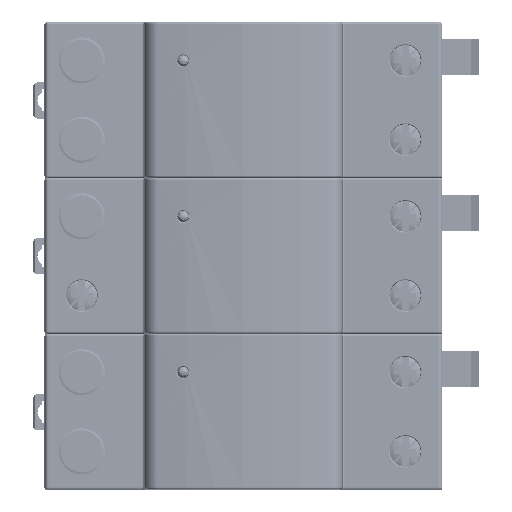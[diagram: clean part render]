
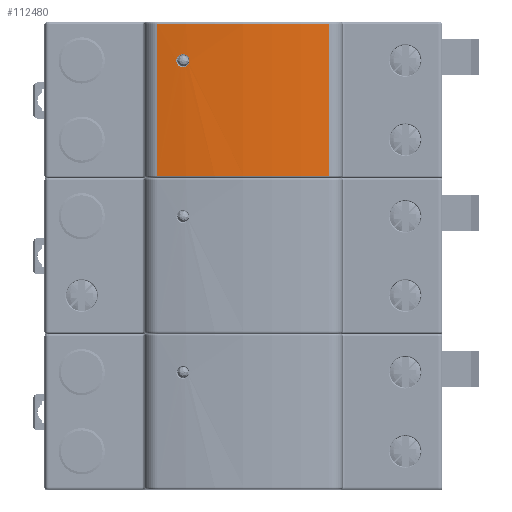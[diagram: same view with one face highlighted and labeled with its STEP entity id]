
A CAD part, top view. The second image highlights one B-rep face of the part: STEP entity #112480.
In plain terms, the highlighted cylindrical face has radius 128 mm (diameter 256 mm), a partial arc.
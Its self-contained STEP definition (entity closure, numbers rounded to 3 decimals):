
#2744=DIRECTION('',(0.,-1.,0.));
#2745=VECTOR('',#2744,34.4);
#2746=CARTESIAN_POINT('',(-19.534,17.2,63.601));
#2747=LINE('',#2746,#2745);
#2773=CARTESIAN_POINT('',(0.,-17.2,-62.9));
#2774=DIRECTION('',(0.,1.,0.));
#2775=DIRECTION('',(-0.153,0.,0.988));
#2776=AXIS2_PLACEMENT_3D('',#2773,#2774,#2775);
#2778=CARTESIAN_POINT('',(0.,-17.2,-62.9));
#2779=DIRECTION('',(0.,1.,0.));
#2780=DIRECTION('',(0.,0.,1.));
#2781=AXIS2_PLACEMENT_3D('',#2778,#2779,#2780);
#3625=DIRECTION('',(0.,1.,0.));
#3626=VECTOR('',#3625,34.4);
#3627=CARTESIAN_POINT('',(19.534,-17.2,63.601));
#3628=LINE('',#3627,#3626);
#3644=CARTESIAN_POINT('',(0.,17.2,-62.9));
#3645=DIRECTION('',(0.,-1.,0.));
#3646=DIRECTION('',(0.,0.,1.));
#3647=AXIS2_PLACEMENT_3D('',#3644,#3645,#3646);
#3654=CARTESIAN_POINT('',(0.,17.2,-62.9));
#3655=DIRECTION('',(0.,-1.,0.));
#3656=DIRECTION('',(0.153,0.,0.988));
#3657=AXIS2_PLACEMENT_3D('',#3654,#3655,#3656);
#3665=CARTESIAN_POINT('',(-12.269,8.9,64.511));
#3666=CARTESIAN_POINT('',(-12.267,8.76,64.511));
#3667=CARTESIAN_POINT('',(-12.311,8.483,64.507));
#3668=CARTESIAN_POINT('',(-12.534,8.039,64.485));
#3669=CARTESIAN_POINT('',(-12.881,7.683,64.45));
#3670=CARTESIAN_POINT('',(-13.315,7.45,64.406));
#3671=CARTESIAN_POINT('',(-13.778,7.373,64.357));
#3672=CARTESIAN_POINT('',(-14.262,7.462,64.303));
#3673=CARTESIAN_POINT('',(-14.7,7.715,64.253));
#3674=CARTESIAN_POINT('',(-15.016,8.058,64.216));
#3675=CARTESIAN_POINT('',(-15.221,8.448,64.192));
#3676=CARTESIAN_POINT('',(-15.27,8.744,64.186));
#3677=CARTESIAN_POINT('',(-15.274,8.9,64.185));
#3685=CARTESIAN_POINT('',(-15.274,8.9,64.185));
#3686=CARTESIAN_POINT('',(-15.276,9.04,64.185));
#3687=CARTESIAN_POINT('',(-15.232,9.318,64.19));
#3688=CARTESIAN_POINT('',(-15.008,9.764,64.217));
#3689=CARTESIAN_POINT('',(-14.658,10.12,64.258));
#3690=CARTESIAN_POINT('',(-14.223,10.351,64.308));
#3691=CARTESIAN_POINT('',(-13.763,10.426,64.358));
#3692=CARTESIAN_POINT('',(-13.283,10.338,64.409));
#3693=CARTESIAN_POINT('',(-12.842,10.084,64.454));
#3694=CARTESIAN_POINT('',(-12.525,9.739,64.486));
#3695=CARTESIAN_POINT('',(-12.321,9.35,64.506));
#3696=CARTESIAN_POINT('',(-12.273,9.056,64.51));
#3697=CARTESIAN_POINT('',(-12.269,8.9,64.511));
#92243=CARTESIAN_POINT('',(-19.534,-17.2,63.601));
#92244=VERTEX_POINT('',#92243);
#92245=CARTESIAN_POINT('',(-19.534,17.2,63.601));
#92246=VERTEX_POINT('',#92245);
#92247=CARTESIAN_POINT('',(0.,17.2,65.1));
#92248=VERTEX_POINT('',#92247);
#92249=CARTESIAN_POINT('',(19.534,17.2,63.601));
#92250=VERTEX_POINT('',#92249);
#92251=CARTESIAN_POINT('',(0.,-17.2,65.1));
#92252=VERTEX_POINT('',#92251);
#92253=CARTESIAN_POINT('',(19.534,-17.2,63.601));
#92254=VERTEX_POINT('',#92253);
#92255=VERTEX_POINT('',#3665);
#92256=VERTEX_POINT('',#3677);
#112461=CARTESIAN_POINT('',(0.,17.6,-62.9));
#112462=DIRECTION('',(0.,1.,0.));
#112463=DIRECTION('',(0.,0.,-1.));
#112464=AXIS2_PLACEMENT_3D('',#112461,#112462,#112463);
#112465=CYLINDRICAL_SURFACE('',#112464,128.);
#112466=ORIENTED_EDGE('',*,*,#111246,.F.);
#112467=ORIENTED_EDGE('',*,*,#111218,.F.);
#112468=ORIENTED_EDGE('',*,*,#112450,.F.);
#112469=ORIENTED_EDGE('',*,*,#112456,.F.);
#112470=ORIENTED_EDGE('',*,*,#112426,.F.);
#112471=ORIENTED_EDGE('',*,*,#111248,.F.);
#112472=EDGE_LOOP('',(#112466,#112467,#112468,#112469,#112470,#112471));
#112473=FACE_OUTER_BOUND('',#112472,.F.);
#112475=ORIENTED_EDGE('',*,*,#112474,.F.);
#112477=ORIENTED_EDGE('',*,*,#112476,.F.);
#112478=EDGE_LOOP('',(#112475,#112477));
#112479=FACE_BOUND('',#112478,.F.);
#112480=ADVANCED_FACE('',(#112473,#112479),#112465,.T.);
#2777=CIRCLE('',#2776,128.);
#2782=CIRCLE('',#2781,128.);
#3648=CIRCLE('',#3647,128.);
#3658=CIRCLE('',#3657,128.);
#3678=B_SPLINE_CURVE_WITH_KNOTS('',3,(#3665,#3666,#3667,#3668,#3669,#3670,#3671,
#3672,#3673,#3674,#3675,#3676,#3677),.UNSPECIFIED.,.F.,.F.,(4,1,1,1,1,1,1,1,1,1,
4),(0.,0.1,0.2,0.3,0.4,0.5,0.6,0.7,0.8,0.9,1.),
.UNSPECIFIED.);
#3698=B_SPLINE_CURVE_WITH_KNOTS('',3,(#3685,#3686,#3687,#3688,#3689,#3690,#3691,
#3692,#3693,#3694,#3695,#3696,#3697),.UNSPECIFIED.,.F.,.F.,(4,1,1,1,1,1,1,1,1,1,
4),(0.,0.1,0.2,0.3,0.4,0.5,0.6,0.7,0.8,0.9,1.),
.UNSPECIFIED.);
#111218=EDGE_CURVE('',#92246,#92244,#2747,.T.);
#111246=EDGE_CURVE('',#92244,#92252,#2777,.T.);
#111248=EDGE_CURVE('',#92252,#92254,#2782,.T.);
#112426=EDGE_CURVE('',#92254,#92250,#3628,.T.);
#112450=EDGE_CURVE('',#92248,#92246,#3648,.T.);
#112456=EDGE_CURVE('',#92250,#92248,#3658,.T.);
#112474=EDGE_CURVE('',#92255,#92256,#3678,.T.);
#112476=EDGE_CURVE('',#92256,#92255,#3698,.T.);
